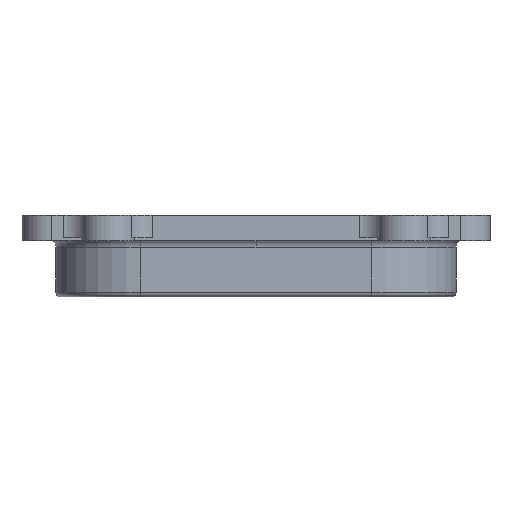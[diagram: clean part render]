
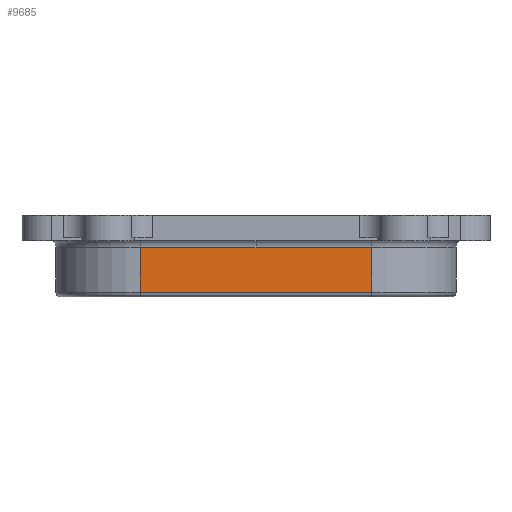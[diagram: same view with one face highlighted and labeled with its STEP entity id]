
A CAD part, left-side view. The second image highlights one B-rep face of the part: STEP entity #9685.
In plain terms, the highlighted planar face has unit normal (-1, 0, 0).
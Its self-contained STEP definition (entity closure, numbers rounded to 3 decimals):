
#6504 = CYLINDRICAL_SURFACE('',#6505,3.4);
#6505 = AXIS2_PLACEMENT_3D('',#6506,#6507,#6508);
#6506 = CARTESIAN_POINT('',(-51.,0.,-11.));
#6507 = DIRECTION('',(0.,-1.,0.));
#6508 = DIRECTION('',(0.,0.,1.));
#6532 = CYLINDRICAL_SURFACE('',#6533,3.4);
#6533 = AXIS2_PLACEMENT_3D('',#6534,#6535,#6536);
#6534 = CARTESIAN_POINT('',(-51.,0.,-11.));
#6535 = DIRECTION('',(0.,1.,0.));
#6536 = DIRECTION('',(0.,0.,1.));
#7725 = VERTEX_POINT('',#7726);
#7726 = CARTESIAN_POINT('',(-47.6,39.,-26.));
#7743 = CYLINDRICAL_SURFACE('',#7744,1.6);
#7744 = AXIS2_PLACEMENT_3D('',#7745,#7746,#7747);
#7745 = CARTESIAN_POINT('',(-46.,0.,-26.));
#7746 = DIRECTION('',(0.,1.,0.));
#7747 = DIRECTION('',(-1.,-0.,-0.));
#7792 = CYLINDRICAL_SURFACE('',#7793,28.6);
#7793 = AXIS2_PLACEMENT_3D('',#7794,#7795,#7796);
#7794 = CARTESIAN_POINT('',(-19.,39.,-28.));
#7795 = DIRECTION('',(-0.,-0.,-1.));
#7796 = DIRECTION('',(-1.,-0.,-0.));
#8073 = VERTEX_POINT('',#8074);
#8074 = CARTESIAN_POINT('',(-47.6,-39.,-26.));
#8135 = CYLINDRICAL_SURFACE('',#8136,28.6);
#8136 = AXIS2_PLACEMENT_3D('',#8137,#8138,#8139);
#8137 = CARTESIAN_POINT('',(-19.,-39.,-28.));
#8138 = DIRECTION('',(0.,0.,-1.));
#8139 = DIRECTION('',(-1.,-0.,-0.));
#8201 = VERTEX_POINT('',#8202);
#8202 = CARTESIAN_POINT('',(-47.6,39.,-11.));
#8224 = EDGE_CURVE('',#7725,#8201,#8225,.T.);
#8225 = SURFACE_CURVE('',#8226,(#8230,#8237),.PCURVE_S1.);
#8226 = LINE('',#8227,#8228);
#8227 = CARTESIAN_POINT('',(-47.6,39.,-28.));
#8228 = VECTOR('',#8229,1.);
#8229 = DIRECTION('',(0.,0.,1.));
#8230 = PCURVE('',#7792,#8231);
#8231 = DEFINITIONAL_REPRESENTATION('',(#8232),#8236);
#8232 = LINE('',#8233,#8234);
#8233 = CARTESIAN_POINT('',(-6.283,0.));
#8234 = VECTOR('',#8235,1.);
#8235 = DIRECTION('',(-0.,-1.));
#8236 = ( GEOMETRIC_REPRESENTATION_CONTEXT(2) 
PARAMETRIC_REPRESENTATION_CONTEXT() REPRESENTATION_CONTEXT('2D SPACE',''
  ) );
#8237 = PCURVE('',#8238,#8243);
#8238 = PLANE('',#8239);
#8239 = AXIS2_PLACEMENT_3D('',#8240,#8241,#8242);
#8240 = CARTESIAN_POINT('',(-47.6,0.,-26.));
#8241 = DIRECTION('',(-1.,0.,0.));
#8242 = DIRECTION('',(0.,0.,-1.));
#8243 = DEFINITIONAL_REPRESENTATION('',(#8244),#8248);
#8244 = LINE('',#8245,#8246);
#8245 = CARTESIAN_POINT('',(2.,-39.));
#8246 = VECTOR('',#8247,1.);
#8247 = DIRECTION('',(-1.,0.));
#8248 = ( GEOMETRIC_REPRESENTATION_CONTEXT(2) 
PARAMETRIC_REPRESENTATION_CONTEXT() REPRESENTATION_CONTEXT('2D SPACE',''
  ) );
#8326 = VERTEX_POINT('',#8327);
#8327 = CARTESIAN_POINT('',(-47.6,0.,-11.));
#8349 = EDGE_CURVE('',#8326,#8201,#8350,.T.);
#8350 = SURFACE_CURVE('',#8351,(#8355,#8362),.PCURVE_S1.);
#8351 = LINE('',#8352,#8353);
#8352 = CARTESIAN_POINT('',(-47.6,0.,-11.));
#8353 = VECTOR('',#8354,1.);
#8354 = DIRECTION('',(0.,1.,0.));
#8355 = PCURVE('',#6532,#8356);
#8356 = DEFINITIONAL_REPRESENTATION('',(#8357),#8361);
#8357 = LINE('',#8358,#8359);
#8358 = CARTESIAN_POINT('',(1.571,0.));
#8359 = VECTOR('',#8360,1.);
#8360 = DIRECTION('',(0.,1.));
#8361 = ( GEOMETRIC_REPRESENTATION_CONTEXT(2) 
PARAMETRIC_REPRESENTATION_CONTEXT() REPRESENTATION_CONTEXT('2D SPACE',''
  ) );
#8362 = PCURVE('',#8238,#8363);
#8363 = DEFINITIONAL_REPRESENTATION('',(#8364),#8368);
#8364 = LINE('',#8365,#8366);
#8365 = CARTESIAN_POINT('',(-15.,0.));
#8366 = VECTOR('',#8367,1.);
#8367 = DIRECTION('',(0.,-1.));
#8368 = ( GEOMETRIC_REPRESENTATION_CONTEXT(2) 
PARAMETRIC_REPRESENTATION_CONTEXT() REPRESENTATION_CONTEXT('2D SPACE',''
  ) );
#8376 = EDGE_CURVE('',#8326,#8377,#8379,.T.);
#8377 = VERTEX_POINT('',#8378);
#8378 = CARTESIAN_POINT('',(-47.6,-39.,-11.));
#8379 = SURFACE_CURVE('',#8380,(#8384,#8391),.PCURVE_S1.);
#8380 = LINE('',#8381,#8382);
#8381 = CARTESIAN_POINT('',(-47.6,0.,-11.));
#8382 = VECTOR('',#8383,1.);
#8383 = DIRECTION('',(0.,-1.,0.));
#8384 = PCURVE('',#6504,#8385);
#8385 = DEFINITIONAL_REPRESENTATION('',(#8386),#8390);
#8386 = LINE('',#8387,#8388);
#8387 = CARTESIAN_POINT('',(-1.571,0.));
#8388 = VECTOR('',#8389,1.);
#8389 = DIRECTION('',(-0.,1.));
#8390 = ( GEOMETRIC_REPRESENTATION_CONTEXT(2) 
PARAMETRIC_REPRESENTATION_CONTEXT() REPRESENTATION_CONTEXT('2D SPACE',''
  ) );
#8391 = PCURVE('',#8238,#8392);
#8392 = DEFINITIONAL_REPRESENTATION('',(#8393),#8397);
#8393 = LINE('',#8394,#8395);
#8394 = CARTESIAN_POINT('',(-15.,0.));
#8395 = VECTOR('',#8396,1.);
#8396 = DIRECTION('',(-0.,1.));
#8397 = ( GEOMETRIC_REPRESENTATION_CONTEXT(2) 
PARAMETRIC_REPRESENTATION_CONTEXT() REPRESENTATION_CONTEXT('2D SPACE',''
  ) );
#8520 = EDGE_CURVE('',#8073,#8377,#8521,.T.);
#8521 = SURFACE_CURVE('',#8522,(#8526,#8533),.PCURVE_S1.);
#8522 = LINE('',#8523,#8524);
#8523 = CARTESIAN_POINT('',(-47.6,-39.,-28.));
#8524 = VECTOR('',#8525,1.);
#8525 = DIRECTION('',(0.,0.,1.));
#8526 = PCURVE('',#8135,#8527);
#8527 = DEFINITIONAL_REPRESENTATION('',(#8528),#8532);
#8528 = LINE('',#8529,#8530);
#8529 = CARTESIAN_POINT('',(6.283,0.));
#8530 = VECTOR('',#8531,1.);
#8531 = DIRECTION('',(0.,-1.));
#8532 = ( GEOMETRIC_REPRESENTATION_CONTEXT(2) 
PARAMETRIC_REPRESENTATION_CONTEXT() REPRESENTATION_CONTEXT('2D SPACE',''
  ) );
#8533 = PCURVE('',#8238,#8534);
#8534 = DEFINITIONAL_REPRESENTATION('',(#8535),#8539);
#8535 = LINE('',#8536,#8537);
#8536 = CARTESIAN_POINT('',(2.,39.));
#8537 = VECTOR('',#8538,1.);
#8538 = DIRECTION('',(-1.,0.));
#8539 = ( GEOMETRIC_REPRESENTATION_CONTEXT(2) 
PARAMETRIC_REPRESENTATION_CONTEXT() REPRESENTATION_CONTEXT('2D SPACE',''
  ) );
#9685 = ADVANCED_FACE('',(#9686),#8238,.T.);
#9686 = FACE_BOUND('',#9687,.T.);
#9687 = EDGE_LOOP('',(#9688,#9752,#9753,#9754,#9755));
#9688 = ORIENTED_EDGE('',*,*,#9689,.F.);
#9689 = EDGE_CURVE('',#8073,#7725,#9690,.T.);
#9690 = SURFACE_CURVE('',#9691,(#9695,#9702),.PCURVE_S1.);
#9691 = LINE('',#9692,#9693);
#9692 = CARTESIAN_POINT('',(-47.6,0.,-26.));
#9693 = VECTOR('',#9694,1.);
#9694 = DIRECTION('',(0.,1.,0.));
#9695 = PCURVE('',#8238,#9696);
#9696 = DEFINITIONAL_REPRESENTATION('',(#9697),#9701);
#9697 = LINE('',#9698,#9699);
#9698 = CARTESIAN_POINT('',(0.,0.));
#9699 = VECTOR('',#9700,1.);
#9700 = DIRECTION('',(0.,-1.));
#9701 = ( GEOMETRIC_REPRESENTATION_CONTEXT(2) 
PARAMETRIC_REPRESENTATION_CONTEXT() REPRESENTATION_CONTEXT('2D SPACE',''
  ) );
#9702 = PCURVE('',#7743,#9703);
#9703 = DEFINITIONAL_REPRESENTATION('',(#9704),#9751);
#9704 = B_SPLINE_CURVE_WITH_KNOTS('',3,(#9705,#9706,#9707,#9708,#9709,
    #9710,#9711,#9712,#9713,#9714,#9715,#9716,#9717,#9718,#9719,#9720,
    #9721,#9722,#9723,#9724,#9725,#9726,#9727,#9728,#9729,#9730,#9731,
    #9732,#9733,#9734,#9735,#9736,#9737,#9738,#9739,#9740,#9741,#9742,
    #9743,#9744,#9745,#9746,#9747,#9748,#9749,#9750),.UNSPECIFIED.,.F.,
  .F.,(4,1,1,1,1,1,1,1,1,1,1,1,1,1,1,1,1,1,1,1,1,1,1,1,1,1,1,1,1,1,1,1,1
    ,1,1,1,1,1,1,1,1,1,1,4),(-39.,-37.227,
    -35.455,-33.682,-31.909,-30.136,
    -28.364,-26.591,-24.818,-23.045,
    -21.273,-19.5,-17.727,-15.955,
    -14.182,-12.409,-10.636,-8.864,
    -7.091,-5.318,-3.545,-1.773,
    1.773,3.545,5.318,7.091,
    8.864,10.636,12.409,14.182,
    15.955,17.727,19.5,21.273,
    23.045,24.818,26.591,28.364,
    30.136,31.909,33.682,35.455,
    37.227,39.),.UNSPECIFIED.);
#9705 = CARTESIAN_POINT('',(0.,-39.));
#9706 = CARTESIAN_POINT('',(0.,-38.409));
#9707 = CARTESIAN_POINT('',(0.,-37.227));
#9708 = CARTESIAN_POINT('',(0.,-35.455));
#9709 = CARTESIAN_POINT('',(0.,-33.682));
#9710 = CARTESIAN_POINT('',(0.,-31.909));
#9711 = CARTESIAN_POINT('',(0.,-30.136));
#9712 = CARTESIAN_POINT('',(0.,-28.364));
#9713 = CARTESIAN_POINT('',(0.,-26.591));
#9714 = CARTESIAN_POINT('',(0.,-24.818));
#9715 = CARTESIAN_POINT('',(0.,-23.045));
#9716 = CARTESIAN_POINT('',(0.,-21.273));
#9717 = CARTESIAN_POINT('',(0.,-19.5));
#9718 = CARTESIAN_POINT('',(0.,-17.727));
#9719 = CARTESIAN_POINT('',(0.,-15.955));
#9720 = CARTESIAN_POINT('',(0.,-14.182));
#9721 = CARTESIAN_POINT('',(0.,-12.409));
#9722 = CARTESIAN_POINT('',(0.,-10.636));
#9723 = CARTESIAN_POINT('',(0.,-8.864));
#9724 = CARTESIAN_POINT('',(0.,-7.091));
#9725 = CARTESIAN_POINT('',(0.,-5.318));
#9726 = CARTESIAN_POINT('',(0.,-3.545));
#9727 = CARTESIAN_POINT('',(0.,-1.182));
#9728 = CARTESIAN_POINT('',(0.,1.182));
#9729 = CARTESIAN_POINT('',(0.,3.545));
#9730 = CARTESIAN_POINT('',(0.,5.318));
#9731 = CARTESIAN_POINT('',(0.,7.091));
#9732 = CARTESIAN_POINT('',(0.,8.864));
#9733 = CARTESIAN_POINT('',(0.,10.636));
#9734 = CARTESIAN_POINT('',(0.,12.409));
#9735 = CARTESIAN_POINT('',(0.,14.182));
#9736 = CARTESIAN_POINT('',(0.,15.955));
#9737 = CARTESIAN_POINT('',(0.,17.727));
#9738 = CARTESIAN_POINT('',(0.,19.5));
#9739 = CARTESIAN_POINT('',(0.,21.273));
#9740 = CARTESIAN_POINT('',(0.,23.045));
#9741 = CARTESIAN_POINT('',(0.,24.818));
#9742 = CARTESIAN_POINT('',(0.,26.591));
#9743 = CARTESIAN_POINT('',(0.,28.364));
#9744 = CARTESIAN_POINT('',(0.,30.136));
#9745 = CARTESIAN_POINT('',(0.,31.909));
#9746 = CARTESIAN_POINT('',(0.,33.682));
#9747 = CARTESIAN_POINT('',(0.,35.455));
#9748 = CARTESIAN_POINT('',(0.,37.227));
#9749 = CARTESIAN_POINT('',(0.,38.409));
#9750 = CARTESIAN_POINT('',(0.,39.));
#9751 = ( GEOMETRIC_REPRESENTATION_CONTEXT(2) 
PARAMETRIC_REPRESENTATION_CONTEXT() REPRESENTATION_CONTEXT('2D SPACE',''
  ) );
#9752 = ORIENTED_EDGE('',*,*,#8520,.T.);
#9753 = ORIENTED_EDGE('',*,*,#8376,.F.);
#9754 = ORIENTED_EDGE('',*,*,#8349,.T.);
#9755 = ORIENTED_EDGE('',*,*,#8224,.F.);
